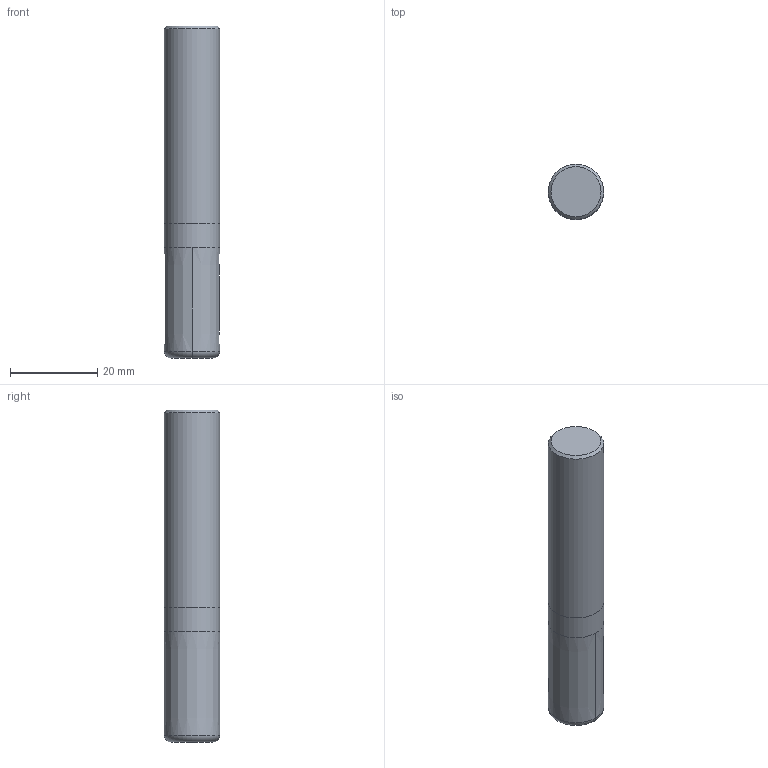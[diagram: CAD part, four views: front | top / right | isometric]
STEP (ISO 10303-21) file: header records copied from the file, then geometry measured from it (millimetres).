
FILE_DESCRIPTION(/* description */ (''),/* implementation_level */ '2;1');
FILE_NAME(/* name */ 'STR540.500D2R060.0Z5_Basic.stp',/* time_stamp */ '2022-03-02T12:52:02+05:00',/* author */ (''),/* organization */ (''),/* preprocessor_version */ 'ST-DEVELOPER v16.7',/* originating_system */ 'SIEMENS PLM Software NX 12.0',/* authorisation */ '');
FILE_SCHEMA (('AUTOMOTIVE_DESIGN { 1 0 10303 214 3 1 1 1 }'));
Length unit declared in the file: millimetre
Products named in the file (1): inpu0964B760k3ov
Bounding box: 12.7 x 12.7 x 76.15 mm (x, y, z)
Volume: 9613.1 mm3; surface area: 4395.6 mm2
Topology: 4 solids, 4 shells, 17 faces, 41 edges, 39 vertices
Faces by surface type: plane 8, cone 5, cylinder 2, torus 2
Full cylindrical faces by diameter (mm): 12.7 x2
Entity records: 588 total; most frequent: CARTESIAN_POINT 96, DIRECTION 94, ORIENTED_EDGE 56, AXIS2_PLACEMENT_3D 40, EDGE_CURVE 28, VERTEX_POINT 22, EDGE_LOOP 20, CIRCLE 19
